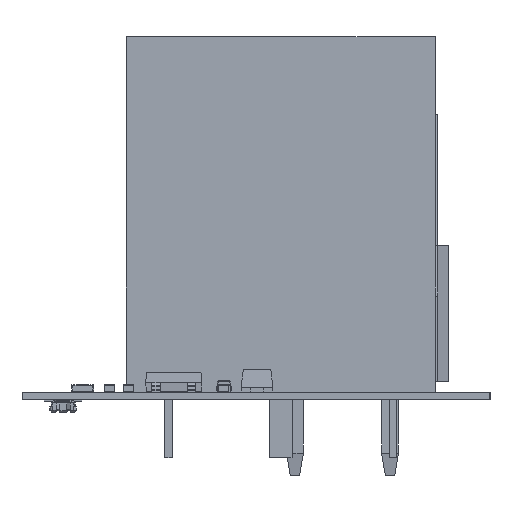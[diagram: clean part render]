
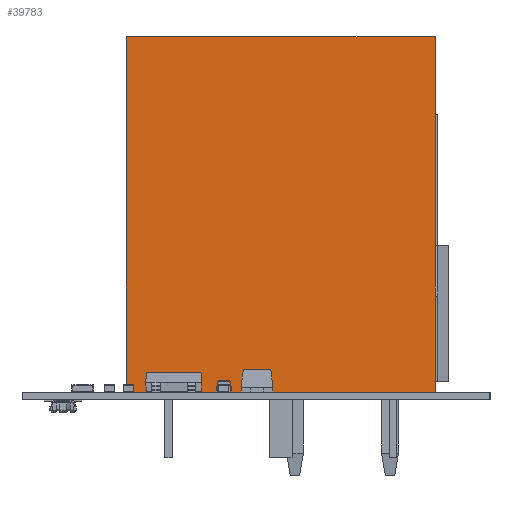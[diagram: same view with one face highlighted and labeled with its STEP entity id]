
A CAD part, left-side view. The second image highlights one B-rep face of the part: STEP entity #39783.
In plain terms, the highlighted planar face has unit normal (-1, 0, 0).
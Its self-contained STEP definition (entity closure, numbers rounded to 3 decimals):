
#39666 = VERTEX_POINT('',#39667);
#39667 = CARTESIAN_POINT('',(-11.25,19.,8.25));
#39673 = EDGE_CURVE('',#39666,#39674,#39676,.T.);
#39674 = VERTEX_POINT('',#39675);
#39675 = CARTESIAN_POINT('',(-11.25,0.,8.25));
#39676 = LINE('',#39677,#39678);
#39677 = CARTESIAN_POINT('',(-11.25,9.5,8.25));
#39678 = VECTOR('',#39679,1.);
#39679 = DIRECTION('',(0.,-1.,0.));
#39706 = VERTEX_POINT('',#39707);
#39707 = CARTESIAN_POINT('',(-11.25,0.,-8.25));
#39713 = EDGE_CURVE('',#39706,#39714,#39716,.T.);
#39714 = VERTEX_POINT('',#39715);
#39715 = CARTESIAN_POINT('',(-11.25,19.,-8.25));
#39716 = LINE('',#39717,#39718);
#39717 = CARTESIAN_POINT('',(-11.25,9.5,-8.25));
#39718 = VECTOR('',#39719,1.);
#39719 = DIRECTION('',(0.,1.,0.));
#39735 = EDGE_CURVE('',#39674,#39706,#39736,.T.);
#39736 = LINE('',#39737,#39738);
#39737 = CARTESIAN_POINT('',(-11.25,0.,0.));
#39738 = VECTOR('',#39739,1.);
#39739 = DIRECTION('',(0.,0.,-1.));
#39783 = ADVANCED_FACE('',(#39784),#39795,.F.);
#39784 = FACE_BOUND('',#39785,.T.);
#39785 = EDGE_LOOP('',(#39786,#39792,#39793,#39794));
#39786 = ORIENTED_EDGE('',*,*,#39787,.T.);
#39787 = EDGE_CURVE('',#39666,#39714,#39788,.T.);
#39788 = LINE('',#39789,#39790);
#39789 = CARTESIAN_POINT('',(-11.25,19.,0.));
#39790 = VECTOR('',#39791,1.);
#39791 = DIRECTION('',(0.,0.,-1.));
#39792 = ORIENTED_EDGE('',*,*,#39713,.F.);
#39793 = ORIENTED_EDGE('',*,*,#39735,.F.);
#39794 = ORIENTED_EDGE('',*,*,#39673,.F.);
#39795 = PLANE('',#39796);
#39796 = AXIS2_PLACEMENT_3D('',#39797,#39798,#39799);
#39797 = CARTESIAN_POINT('',(-11.25,9.5,0.));
#39798 = DIRECTION('',(1.,0.,0.));
#39799 = DIRECTION('',(0.,1.,0.));
